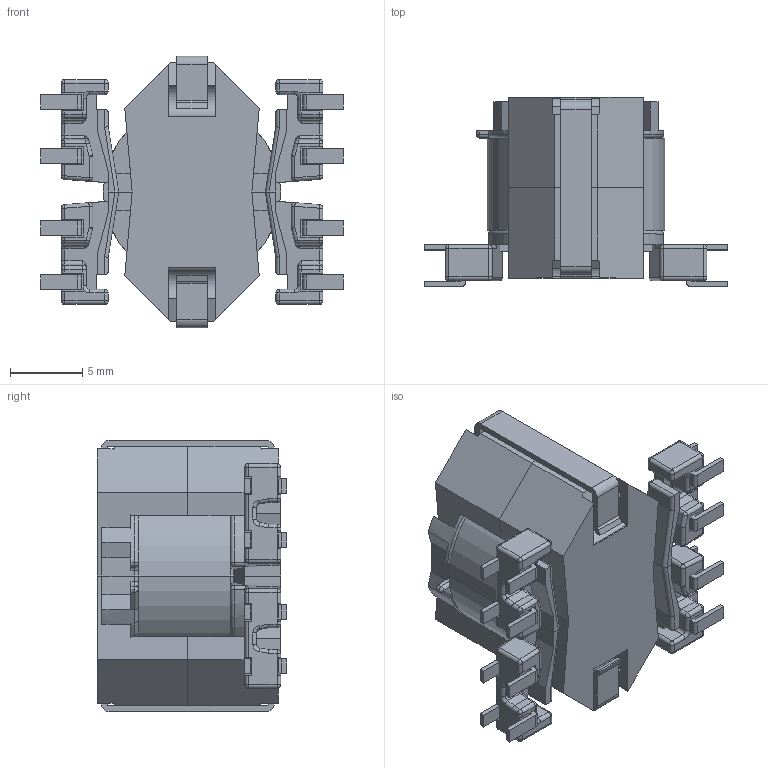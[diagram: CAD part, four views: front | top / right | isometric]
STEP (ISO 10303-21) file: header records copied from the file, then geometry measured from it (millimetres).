
FILE_DESCRIPTION (( 'STEP AP214' ), '1' );
FILE_NAME ('RM6_5657_0195.STEP', '2019-02-01T14:39:43', ( '' ), ( '' ), 'SwSTEP 2.0', 'SolidWorks 2017', '' );
FILE_SCHEMA (( 'AUTOMOTIVE_DESIGN' ));
Length unit declared in the file: millimetre
Products named in the file (5): 139-0195_6A; 150-2622_6A; 070-5657_coil; 070-5657_6B; RM6_5657_0195
Assembly tree (6 placements, depth 2):
  RM6_5657_0195
    070-5657_6B
    070-5657_coil
    150-2622_6A  x2
    139-0195_6A  x2
Bounding box: 21 x 13.13 x 18.81 mm (x, y, z)
Volume: 2115.6 mm3; surface area: 3524.3 mm2
Topology: 9 solids, 9 shells, 807 faces, 2125 edges, 1276 vertices
Faces by surface type: plane 431, cylinder 272, sphere 68, torus 28, cone 4, bspline 4
Entity records: 24054 total; most frequent: CARTESIAN_POINT 4230, DIRECTION 3847, ORIENTED_EDGE 3814, EDGE_CURVE 1907, LINE 1313, VECTOR 1313, AXIS2_PLACEMENT_3D 1267, VERTEX_POINT 1176
